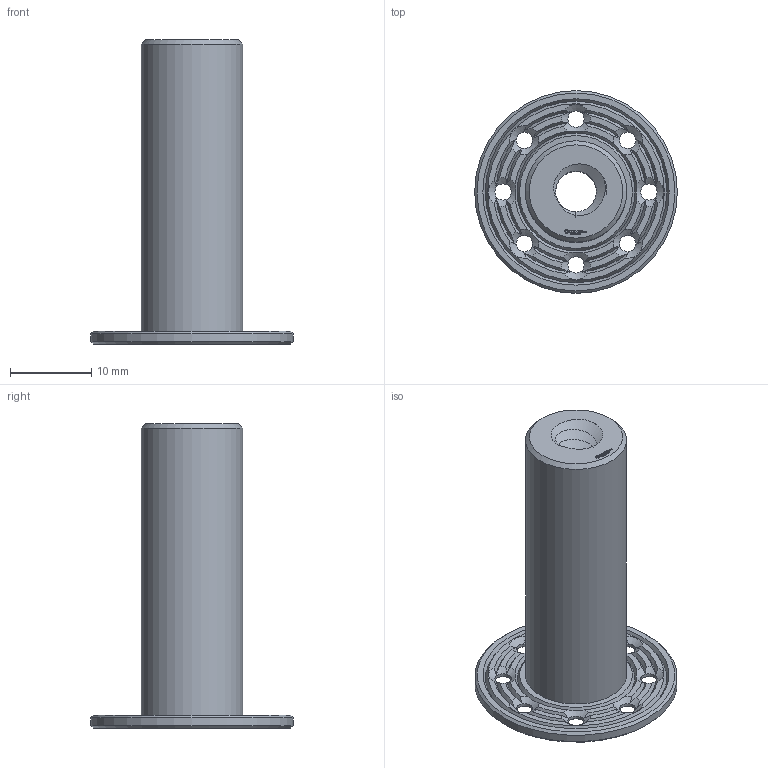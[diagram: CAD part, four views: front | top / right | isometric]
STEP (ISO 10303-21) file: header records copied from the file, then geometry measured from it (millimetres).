
FILE_DESCRIPTION(('FreeCAD Model'),'2;1');
FILE_NAME('Open CASCADE Shape Model','2023-12-26T18:23:10',(''),(''), 'Open CASCADE STEP processor 7.6','FreeCAD','Unknown');
FILE_SCHEMA(('AUTOMOTIVE_DESIGN { 1 0 10303 214 1 1 1 1 }'));
Length unit declared in the file: millimetre
Products named in the file (1): Nut RH ADHM FLN BU02.00x00.125x03.00 - SPN-NUT-0111 (stemfie.org)
Bounding box: 25 x 25 x 37.5 mm (x, y, z)
Volume: 3851.4 mm3; surface area: 4109.8 mm2
Topology: 1 solids, 1 shells, 614 faces, 1703 edges, 1109 vertices
Faces by surface type: plane 358, extrusion 98, cone 91, bspline 57, cylinder 10
Full cylindrical faces by diameter (mm): 2 x8, 12.5 x1, 25 x1
Entity records: 51187 total; most frequent: CARTESIAN_POINT 18188, DIRECTION 5403, VECTOR 3815, LINE 3717, ORIENTED_EDGE 3406, PCURVE 3406, DEFINITIONAL_REPRESENTATION 3406, EDGE_CURVE 1703
